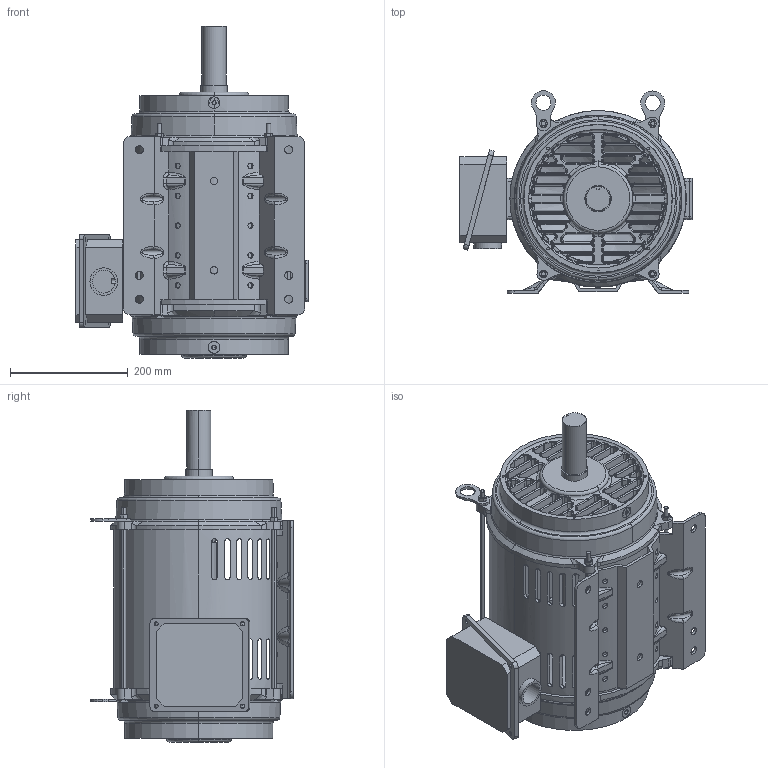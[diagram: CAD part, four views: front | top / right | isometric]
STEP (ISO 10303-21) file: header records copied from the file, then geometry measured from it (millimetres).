
FILE_DESCRIPTION (( 'STEP AP214' ), '1' );
FILE_NAME ('SS620685-254T_RevA r1.STEP', '2021-06-30T15:20:55', ( '' ), ( '' ), 'SwSTEP 2.0', 'SolidWorks 2017', '' );
FILE_SCHEMA (( 'AUTOMOTIVE_DESIGN' ));
Length unit declared in the file: inch
Products named in the file (1): SS620685-254T_RevA r1
Bounding box: 395 x 344.36 x 564.6 mm (x, y, z)
Volume: 8429912.2 mm3; surface area: 1909808.2 mm2
Topology: 21 solids, 21 shells, 3239 faces, 8465 edges, 5188 vertices
Faces by surface type: plane 985, cylinder 982, cone 585, torus 422, bspline 248, sphere 17
Entity records: 128213 total; most frequent: CARTESIAN_POINT 50069, ORIENTED_EDGE 16930, DIRECTION 15949, EDGE_CURVE 8465, AXIS2_PLACEMENT_3D 6309, VERTEX_POINT 5188, EDGE_LOOP 3495, LINE 3331
